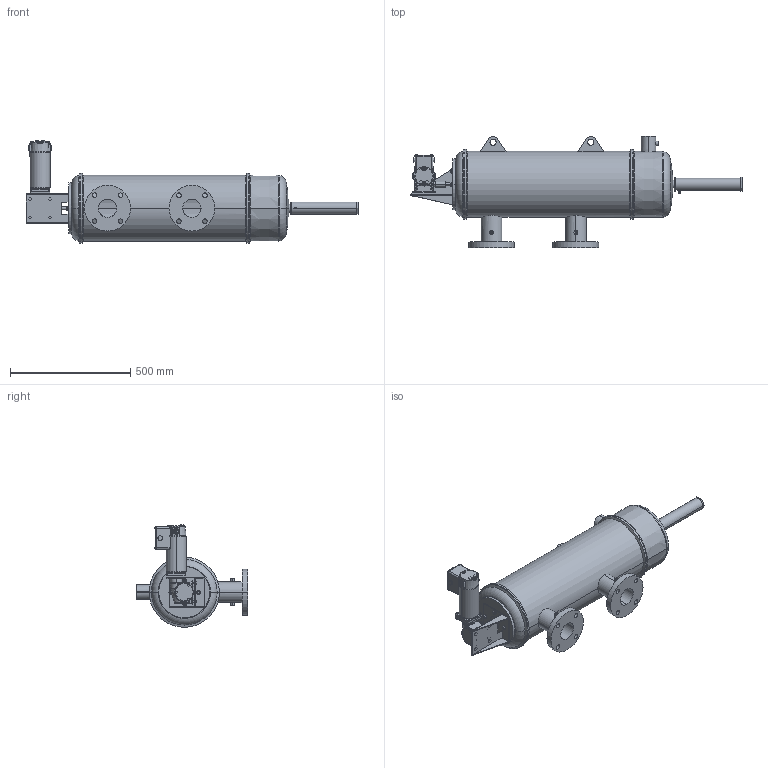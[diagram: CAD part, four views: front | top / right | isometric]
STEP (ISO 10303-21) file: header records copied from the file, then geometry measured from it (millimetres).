
FILE_DESCRIPTION (( 'STEP AP203' ), '1' );
FILE_NAME ('A3-180C-LP.STEP', '2020-09-23T10:21:13', ( '' ), ( '' ), 'SwSTEP 2.0', 'SolidWorks 2018', '' );
FILE_SCHEMA (( 'CONFIG_CONTROL_DESIGN' ));
Length unit declared in the file: millimetre
Products named in the file (8): A3-180C-LP; Washdown drive shaft; Motor assem; Washdown mounting bracket; simp; reduced size motor; simp2; A3-180C for LP
Assembly tree (13 placements, depth 3):
  A3-180C-LP
    A3-180C for LP
    Motor assem
      Washdown drive shaft
      Washdown mounting bracket
      reduced size motor
      simp  x4
      simp2  x4
Bounding box: 1379.82 x 463.55 x 426.56 mm (x, y, z)
Volume: 8837427.8 mm3; surface area: 2390547.9 mm2
Topology: 20 solids, 20 shells, 917 faces, 2339 edges, 1493 vertices
Faces by surface type: plane 486, cylinder 256, torus 68, bspline 58, cone 45, sphere 4
Entity records: 31759 total; most frequent: CARTESIAN_POINT 11300, ORIENTED_EDGE 4194, DIRECTION 3886, EDGE_CURVE 2097, AXIS2_PLACEMENT_3D 1349, VERTEX_POINT 1337, VECTOR 1188, LINE 1188
